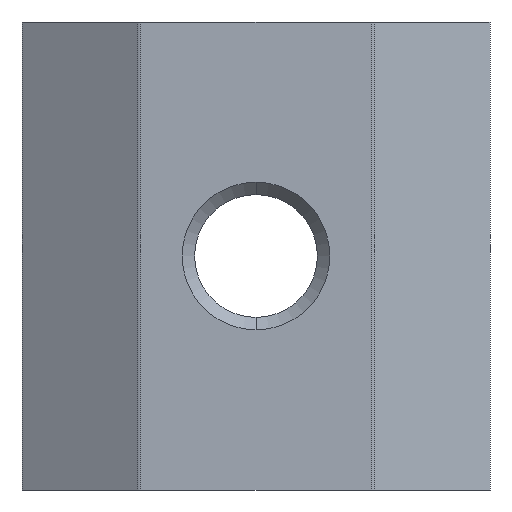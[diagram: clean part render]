
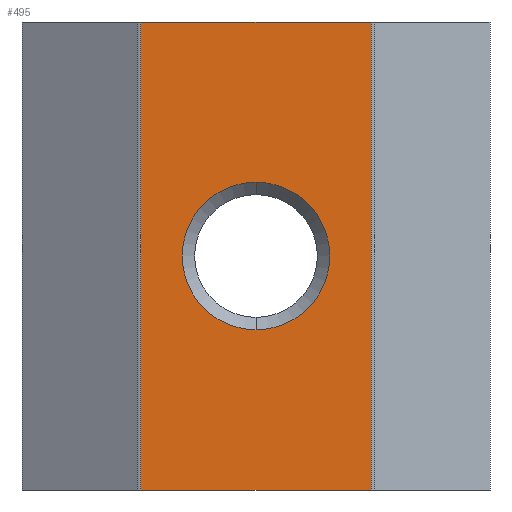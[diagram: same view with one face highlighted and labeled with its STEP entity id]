
A CAD part, front view. The second image highlights one B-rep face of the part: STEP entity #495.
In plain terms, the highlighted planar face has unit normal (0, -1, 0).
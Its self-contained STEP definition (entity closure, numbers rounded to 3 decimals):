
#30 = VECTOR ( 'NONE', #184, 1000. ) ;
#37 = VERTEX_POINT ( 'NONE', #561 ) ;
#110 = VERTEX_POINT ( 'NONE', #152 ) ;
#112 = CARTESIAN_POINT ( 'NONE',  ( -3.945, -6., 8. ) ) ;
#152 = CARTESIAN_POINT ( 'NONE',  ( 0., -6., 2.525 ) ) ;
#156 = ORIENTED_EDGE ( 'NONE', *, *, #683, .T. ) ;
#172 = VECTOR ( 'NONE', #243, 1000. ) ;
#177 = FACE_BOUND ( 'NONE', #632, .T. ) ;
#184 = DIRECTION ( 'NONE',  ( 1., 0., 0. ) ) ;
#198 = AXIS2_PLACEMENT_3D ( 'NONE', #731, #254, #594 ) ;
#200 = VERTEX_POINT ( 'NONE', #229 ) ;
#202 = CARTESIAN_POINT ( 'NONE',  ( 3.945, -6., 8. ) ) ;
#214 = EDGE_CURVE ( 'NONE', #200, #238, #355, .T. ) ;
#224 = LINE ( 'NONE', #515, #413 ) ;
#229 = CARTESIAN_POINT ( 'NONE',  ( 3.945, -6., -8. ) ) ;
#235 = ORIENTED_EDGE ( 'NONE', *, *, #547, .T. ) ;
#238 = VERTEX_POINT ( 'NONE', #202 ) ;
#243 = DIRECTION ( 'NONE',  ( 1., 0., 0. ) ) ;
#254 = DIRECTION ( 'NONE',  ( 0., 1., 0. ) ) ;
#277 = VECTOR ( 'NONE', #280, 1000. ) ;
#280 = DIRECTION ( 'NONE',  ( 0., 0., 1. ) ) ;
#287 = CARTESIAN_POINT ( 'NONE',  ( 3.945, -6., 8. ) ) ;
#291 = ORIENTED_EDGE ( 'NONE', *, *, #214, .T. ) ;
#296 = CARTESIAN_POINT ( 'NONE',  ( -3.945, -6., -8. ) ) ;
#303 = ORIENTED_EDGE ( 'NONE', *, *, #859, .T. ) ;
#324 = DIRECTION ( 'NONE',  ( 0., 0., 1. ) ) ;
#355 = LINE ( 'NONE', #287, #277 ) ;
#366 = DIRECTION ( 'NONE',  ( 0., 0., 1. ) ) ;
#379 = AXIS2_PLACEMENT_3D ( 'NONE', #467, #605, #324 ) ;
#390 = FACE_OUTER_BOUND ( 'NONE', #705, .T. ) ;
#413 = VECTOR ( 'NONE', #654, 1000. ) ;
#428 = AXIS2_PLACEMENT_3D ( 'NONE', #721, #568, #366 ) ;
#440 = PLANE ( 'NONE',  #428 ) ;
#445 = VERTEX_POINT ( 'NONE', #296 ) ;
#467 = CARTESIAN_POINT ( 'NONE',  ( 0., -6., 0. ) ) ;
#495 = ADVANCED_FACE ( 'NONE', ( #177, #390 ), #440, .F. ) ;
#515 = CARTESIAN_POINT ( 'NONE',  ( -3.945, -6., 8. ) ) ;
#533 = CIRCLE ( 'NONE', #198, 2.525 ) ;
#536 = LINE ( 'NONE', #858, #30 ) ;
#541 = EDGE_CURVE ( 'NONE', #648, #238, #837, .T. ) ;
#547 = EDGE_CURVE ( 'NONE', #648, #445, #224, .T. ) ;
#561 = CARTESIAN_POINT ( 'NONE',  ( 0., -6., -2.525 ) ) ;
#568 = DIRECTION ( 'NONE',  ( 0., 1., 0. ) ) ;
#594 = DIRECTION ( 'NONE',  ( 0., 0., 1. ) ) ;
#605 = DIRECTION ( 'NONE',  ( 0., 1., 0. ) ) ;
#624 = CIRCLE ( 'NONE', #379, 2.525 ) ;
#632 = EDGE_LOOP ( 'NONE', ( #156, #727 ) ) ;
#648 = VERTEX_POINT ( 'NONE', #112 ) ;
#654 = DIRECTION ( 'NONE',  ( 0., 0., -1. ) ) ;
#683 = EDGE_CURVE ( 'NONE', #37, #110, #533, .T. ) ;
#705 = EDGE_LOOP ( 'NONE', ( #303, #291, #739, #235 ) ) ;
#721 = CARTESIAN_POINT ( 'NONE',  ( -4., -6., 8. ) ) ;
#727 = ORIENTED_EDGE ( 'NONE', *, *, #840, .T. ) ;
#731 = CARTESIAN_POINT ( 'NONE',  ( 0., -6., 0. ) ) ;
#739 = ORIENTED_EDGE ( 'NONE', *, *, #541, .F. ) ;
#837 = LINE ( 'NONE', #844, #172 ) ;
#840 = EDGE_CURVE ( 'NONE', #110, #37, #624, .T. ) ;
#844 = CARTESIAN_POINT ( 'NONE',  ( -4., -6., 8. ) ) ;
#858 = CARTESIAN_POINT ( 'NONE',  ( -4., -6., -8. ) ) ;
#859 = EDGE_CURVE ( 'NONE', #445, #200, #536, .T. ) ;
